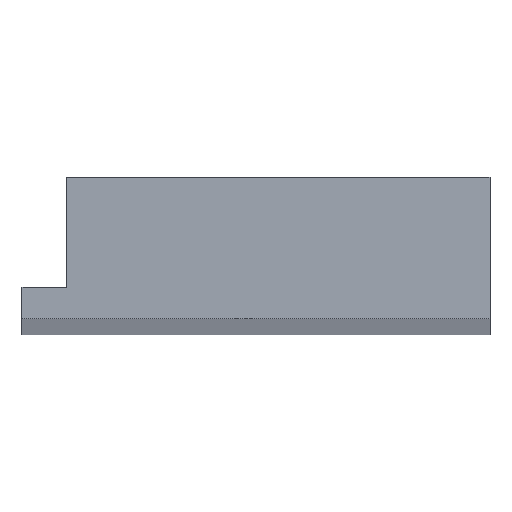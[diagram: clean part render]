
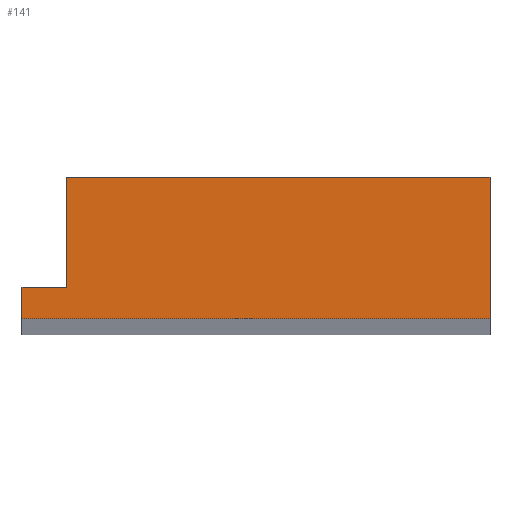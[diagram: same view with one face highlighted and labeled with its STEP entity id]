
A CAD part, top view. The second image highlights one B-rep face of the part: STEP entity #141.
In plain terms, the highlighted planar face has unit normal (0, 0, 1).
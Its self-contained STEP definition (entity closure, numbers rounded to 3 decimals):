
#15=FACE_OUTER_BOUND('',#23,.T.);
#23=EDGE_LOOP('',(#97,#98,#99,#100,#101,#102));
#31=LINE('',#211,#49);
#32=LINE('',#213,#50);
#33=LINE('',#215,#51);
#34=LINE('',#217,#52);
#35=LINE('',#219,#53);
#36=LINE('',#220,#54);
#49=VECTOR('',#175,10.);
#50=VECTOR('',#176,10.);
#51=VECTOR('',#177,10.);
#52=VECTOR('',#178,10.);
#53=VECTOR('',#179,10.);
#54=VECTOR('',#180,10.);
#67=VERTEX_POINT('',#209);
#68=VERTEX_POINT('',#210);
#69=VERTEX_POINT('',#212);
#70=VERTEX_POINT('',#214);
#71=VERTEX_POINT('',#216);
#72=VERTEX_POINT('',#218);
#79=EDGE_CURVE('',#67,#68,#31,.T.);
#80=EDGE_CURVE('',#69,#67,#32,.T.);
#81=EDGE_CURVE('',#70,#69,#33,.T.);
#82=EDGE_CURVE('',#71,#70,#34,.T.);
#83=EDGE_CURVE('',#72,#71,#35,.T.);
#84=EDGE_CURVE('',#68,#72,#36,.T.);
#97=ORIENTED_EDGE('',*,*,#79,.F.);
#98=ORIENTED_EDGE('',*,*,#80,.F.);
#99=ORIENTED_EDGE('',*,*,#81,.F.);
#100=ORIENTED_EDGE('',*,*,#82,.F.);
#101=ORIENTED_EDGE('',*,*,#83,.F.);
#102=ORIENTED_EDGE('',*,*,#84,.F.);
#133=PLANE('',#163);
#141=ADVANCED_FACE('',(#15),#133,.F.);
#163=AXIS2_PLACEMENT_3D('',#208,#173,#174);
#173=DIRECTION('center_axis',(0.,0.,-1.));
#174=DIRECTION('ref_axis',(-1.,0.,0.));
#175=DIRECTION('',(-1.,0.,0.));
#176=DIRECTION('',(0.,-1.,0.));
#177=DIRECTION('',(1.,0.,0.));
#178=DIRECTION('',(0.,1.,0.));
#179=DIRECTION('',(1.,0.,0.));
#180=DIRECTION('',(0.,1.,0.));
#208=CARTESIAN_POINT('Origin',(39.229,16.175,118.));
#209=CARTESIAN_POINT('',(15.5,13.,118.));
#210=CARTESIAN_POINT('',(5.,13.,118.));
#211=CARTESIAN_POINT('',(22.115,13.,118.));
#212=CARTESIAN_POINT('',(15.5,16.175,118.));
#213=CARTESIAN_POINT('',(15.5,14.588,118.));
#214=CARTESIAN_POINT('',(6.,16.175,118.));
#215=CARTESIAN_POINT('',(27.365,16.175,118.));
#216=CARTESIAN_POINT('',(6.,13.7,118.));
#217=CARTESIAN_POINT('',(6.,16.175,118.));
#218=CARTESIAN_POINT('',(5.,13.7,118.));
#219=CARTESIAN_POINT('',(22.615,13.7,118.));
#220=CARTESIAN_POINT('',(5.,14.938,118.));
